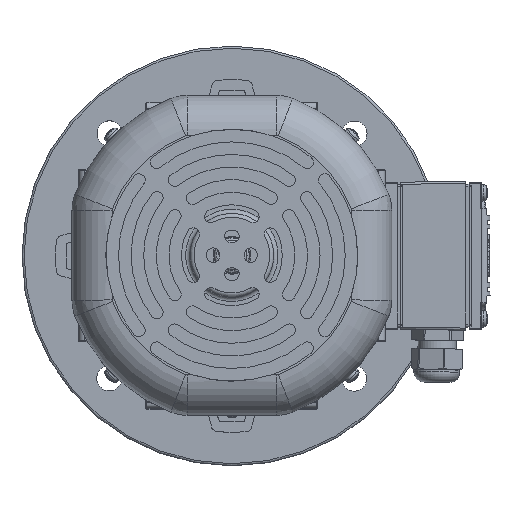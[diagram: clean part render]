
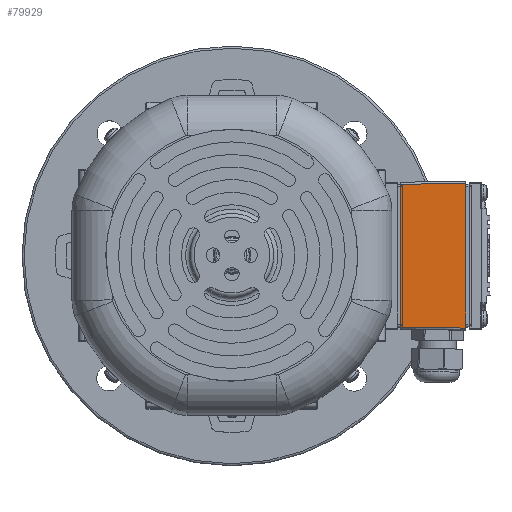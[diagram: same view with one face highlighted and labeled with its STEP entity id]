
A CAD part, top view. The second image highlights one B-rep face of the part: STEP entity #79929.
In plain terms, the highlighted face is planar.
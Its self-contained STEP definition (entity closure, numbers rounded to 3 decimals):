
#79585=CARTESIAN_POINT('',(-34.5,-35.5,31.0));
#79586=VERTEX_POINT('',#79585);
#79604=CARTESIAN_POINT('',(-34.,-35.0,0.0));
#79605=VERTEX_POINT('',#79604);
#79613=CARTESIAN_POINT('',(-34.,-35.0,0.0));
#79614=DIRECTION('',(-0.016,-0.016,1.));
#79615=VECTOR('',#79614,31.008);
#79616=LINE('',#79613,#79615);
#79617=EDGE_CURVE('',#79605,#79586,#79616,.T.);
#79628=CARTESIAN_POINT('',(34.5,-35.5,31.0));
#79629=VERTEX_POINT('',#79628);
#79630=CARTESIAN_POINT('',(34.5,-35.5,31.0));
#79631=DIRECTION('',(-1.0,0.0,0.0));
#79632=VECTOR('',#79631,69.);
#79633=LINE('',#79630,#79632);
#79634=EDGE_CURVE('',#79629,#79586,#79633,.T.);
#79906=CARTESIAN_POINT('',(35.0,-35.0,0.0));
#79907=DIRECTION('',(0.,-1.,-0.016));
#79908=DIRECTION('',(0.0,0.016,-1.));
#79909=AXIS2_PLACEMENT_3D('',#79906,#79907,#79908);
#79910=PLANE('',#79909);
#79911=ORIENTED_EDGE('',*,*,#79617,.F.);
#79912=CARTESIAN_POINT('',(34.,-35.0,0.0));
#79913=VERTEX_POINT('',#79912);
#79914=CARTESIAN_POINT('',(34.,-35.0,0.0));
#79915=DIRECTION('',(-1.0,0.0,0.0));
#79916=VECTOR('',#79915,68.);
#79917=LINE('',#79914,#79916);
#79918=EDGE_CURVE('',#79913,#79605,#79917,.T.);
#79919=ORIENTED_EDGE('',*,*,#79918,.F.);
#79920=CARTESIAN_POINT('',(34.5,-35.5,31.0));
#79921=DIRECTION('',(-0.016,0.016,-1.));
#79922=VECTOR('',#79921,31.008);
#79923=LINE('',#79920,#79922);
#79924=EDGE_CURVE('',#79629,#79913,#79923,.T.);
#79925=ORIENTED_EDGE('',*,*,#79924,.F.);
#79926=ORIENTED_EDGE('',*,*,#79634,.T.);
#79927=EDGE_LOOP('',(#79911,#79919,#79925,#79926));
#79928=FACE_OUTER_BOUND('',#79927,.T.);
#79929=ADVANCED_FACE('',(#79928),#79910,.T.);
